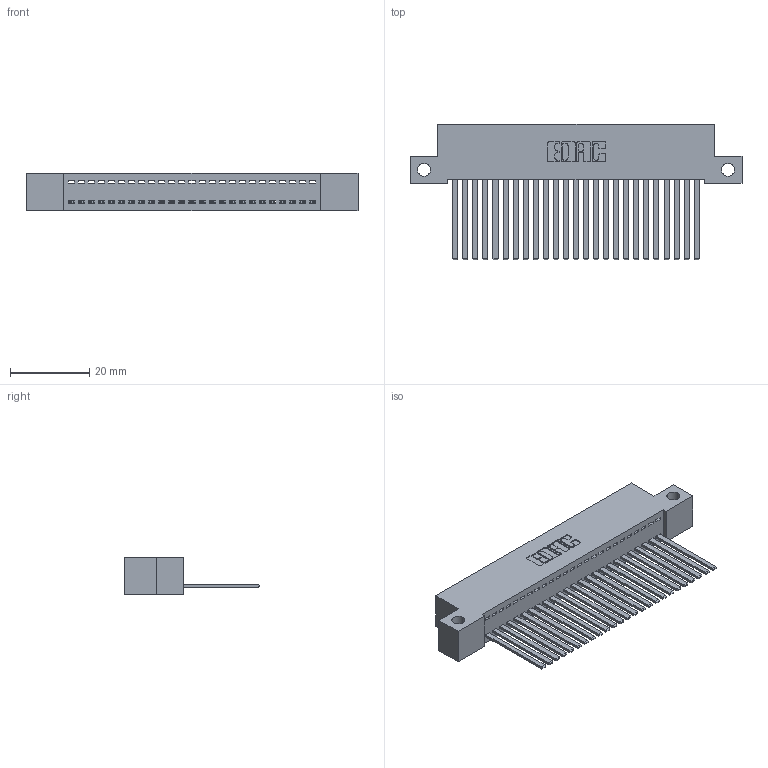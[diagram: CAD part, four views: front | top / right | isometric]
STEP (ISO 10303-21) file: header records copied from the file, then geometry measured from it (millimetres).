
FILE_DESCRIPTION (( 'STEP AP203' ), '1' );
FILE_NAME ('342-025-544-112.STEP', '2019-10-02T00:45:33', ( '' ), ( '' ), 'SwSTEP 2.0', 'SolidWorks 2016', '' );
FILE_SCHEMA (( 'CONFIG_CONTROL_DESIGN' ));
Length unit declared in the file: inch
Products named in the file (3): 342 Part_Side Mount; 345-292-001_345-293-144; 342-025-544-112
Assembly tree (26 placements, depth 2):
  342-025-544-112
    342 Part_Side Mount
    345-292-001_345-293-144  x25
Bounding box: 83.82 x 34.3 x 9.4 mm (x, y, z)
Volume: 7502.3 mm3; surface area: 11360.4 mm2
Topology: 26 solids, 26 shells, 1410 faces, 4249 edges, 2798 vertices
Faces by surface type: plane 1016, cylinder 394
Entity records: 17169 total; most frequent: CARTESIAN_POINT 2969, ORIENTED_EDGE 2930, DIRECTION 2535, EDGE_CURVE 1465, LINE 1341, VECTOR 1341, VERTEX_POINT 974, AXIS2_PLACEMENT_3D 597
